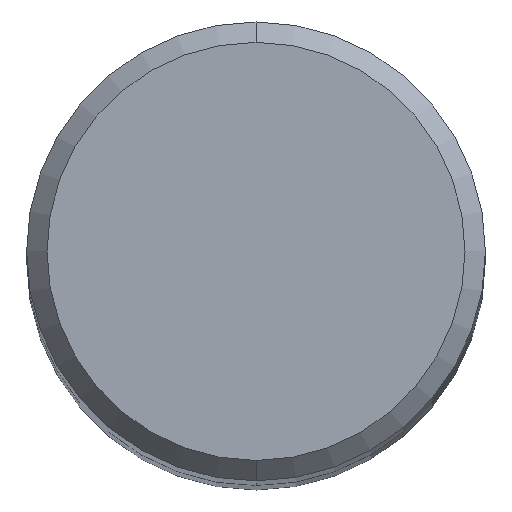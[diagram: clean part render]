
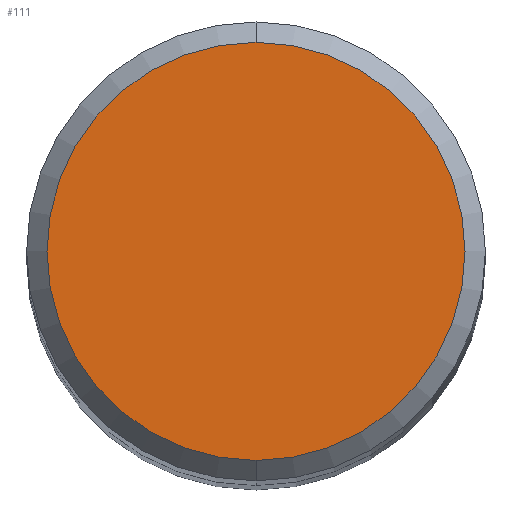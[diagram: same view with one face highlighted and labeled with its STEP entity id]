
A CAD part, top view. The second image highlights one B-rep face of the part: STEP entity #111.
In plain terms, the highlighted planar face has unit normal (0, 0, 1).
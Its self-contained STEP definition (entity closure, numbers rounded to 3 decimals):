
#83=EDGE_CURVE('',#113,#109,#202,.T.);
#109=VERTEX_POINT('',#231);
#111=ADVANCED_FACE('',(#233),#234,.T.);
#113=VERTEX_POINT('',#236);
#179=EDGE_CURVE('',#109,#113,#311,.T.);
#202=CIRCLE('',#327,8.2);
#231=CARTESIAN_POINT('',(0.0,8.2,0.0));
#233=FACE_OUTER_BOUND('',#364,.T.);
#234=PLANE('',#365);
#236=CARTESIAN_POINT('',(0.,-8.2,0.0));
#311=CIRCLE('',#463,8.2);
#327=AXIS2_PLACEMENT_3D('',#469,#470,#471);
#364=EDGE_LOOP('',(#505,#506));
#365=AXIS2_PLACEMENT_3D('',#507,#508,#509);
#463=AXIS2_PLACEMENT_3D('',#609,#610,#611);
#469=CARTESIAN_POINT('',(0.0,0.0,0.0));
#470=DIRECTION('',(0.0,0.0,-1.0));
#471=DIRECTION('',(0.0,1.0,0.0));
#505=ORIENTED_EDGE('',*,*,#179,.F.);
#506=ORIENTED_EDGE('',*,*,#83,.F.);
#507=CARTESIAN_POINT('',(0.0,4.1,0.0));
#508=DIRECTION('',(-0.0,0.0,1.0));
#509=DIRECTION('',(0.0,-1.0,0.0));
#609=CARTESIAN_POINT('',(0.0,0.0,0.0));
#610=DIRECTION('',(0.0,0.0,-1.0));
#611=DIRECTION('',(0.0,1.0,0.0));
